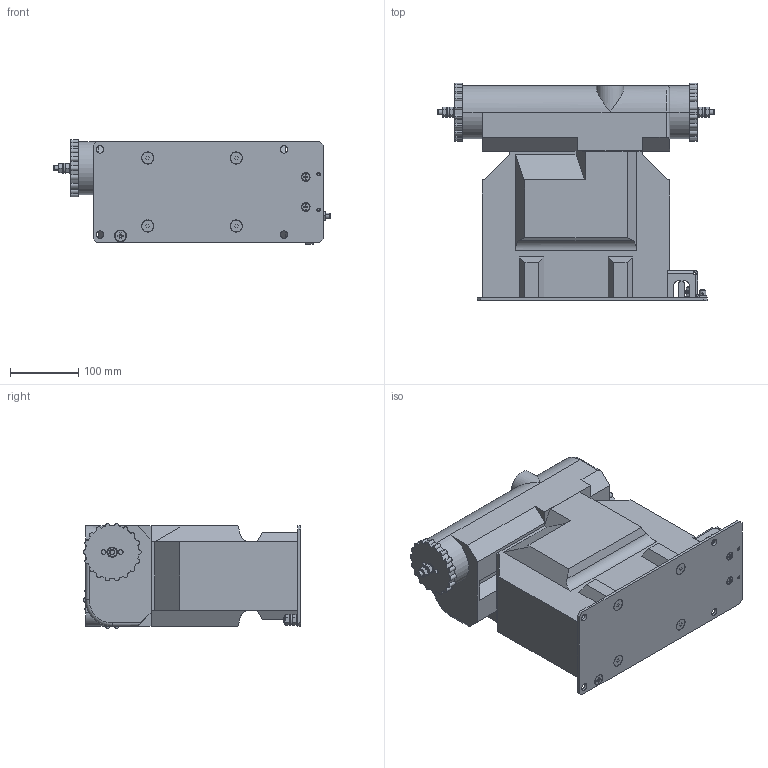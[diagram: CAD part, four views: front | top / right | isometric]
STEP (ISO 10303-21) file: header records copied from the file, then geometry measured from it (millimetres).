
FILE_DESCRIPTION (( 'STEP AP214' ), '1' );
FILE_NAME ('ﾍﾈﾎﾋ-ﾑﾒ-10-1ﾏ.STEP', '2023-07-25T04:41:42', ( '' ), ( '' ), 'SwSTEP 2.0', 'SolidWorks 2014', '' );
FILE_SCHEMA (( 'AUTOMOTIVE_DESIGN' ));
Length unit declared in the file: millimetre
Products named in the file (53): 屡扔.757564.125 项塍觐痫篑_-00; hex bolt gradec_din_ISO 4016 - M8 x 40 x 40-NN; 屡扔.757564.125 项塍觐痫篑_-01; ÂÅÈÓ.684419.013 Ìàãíèòîïðîâîä ñ îáìîòêàìè; 屡扔.725323.005 署赅; ﾘ琺矜 DIN 127 B_8; ÂÅÈÓ.723111.009 Ïðåäîõðàíèòåëüíîå óñòðîéñòâî ÎËÑ-ÑÒ; Ãàéêà øåñòèãðàííàÿ DIN 934_8; Ëåíòà ñòàëüíàÿ^ÂÅÈÓ.684419.013 Ìàãíèòîïðîâîä ñ îáìîòêàìè; Ïðîâîä ÏÝÒÂ-2 ô 1,2 áåç èçîëÿöèè^ÂÅÈÓ.723111.009 Ïðåäîõðàíèòåëüíîå óñòðîéñòâî ÎËÑ-ÑÒ; ﾘ琺矜 DIN 125 ﾀ_8.01.019; ﾂﾅﾈﾓ.745418.001 ﾇ琥韲; Îòëèâêà^ÂÅÈÓ.723111.009 Ïðåäîõðàíèòåëüíîå óñòðîéñòâî ÎËÑ-ÑÒ; countersunk flat head cross recess screw_din_ISO 7046-1 - M8 x 25 - Z --- 25N; 屡扔.301325.001 物铕郷-00; 屡扔.685154.001 蔫耜 觐眚嚓蝽; countersunk flat head cross recess screw_din_ISO 7046-1 - M6 x 20 - Z --- 20N; ÂÅÈÓ.757255.104 Ìàãíèòîïðîâîä; ÂÅÈÓ.685159.005 Êîíòàêò; Âèíò ïîòàé ñ âí. øåñò. DIN 7991_8å20; Ïîëîâèíà ìàãíèòîïðîâîäà^ÂÅÈÓ.757255.104 Ìàãíèòîïðîâîä; ÂÅÈÓ.671244.559 Ñáîðêà ñ çàëèâêîé_-01; ﾘ琺矜 DIN 125 ﾀ_6.01.019; Âèíò ñ âí. øåñò. DIN 912_10å25; ÂÅÈÓ.757444.018 Ïåðâè÷íàÿ êàòóøêà; Äîçàëèâêà^ÂÅÈÓ.671244.559 Ñáîðêà ñ çàëèâêîé; 屡扔.305364.007 青汶篪赅; ÂÅÈÓ.757444.024 Ñåêöèÿ ïåðâè÷íîé êàòóøêè; ����.753591.003 �������_���; Îòëèâêà^ÂÅÈÓ.671244.559 Ñáîðêà ñ çàëèâêîé; ÂÅÈÓ.754312.183À Òàáëè÷êà òåõíè÷åñêèõ äàííûõ ÍÈÎË-ÑÒ_-03; Îáìîòêà^ÂÅÈÓ.757444.024 Ñåêöèÿ ïåðâè÷íîé êàòóøêè; 屡扔.758181.002 妈眚 镫铎徼痤忸黜; ﾂﾅﾈﾓ.757564.129 ﾖ齏竟蓿; ÂÅÈÓ.758472.021 Ãàéêà; ÂÅÈÓ.735314.027 Êðûøêà çàùèòíàÿ_-00; ÂÅÈÓ.757447.010 Êàòóøêà âòîðè÷íàÿ_-00; Áîëò DIN 933_6å12; ÂÅÈÓ.671241.152 Àêòèâíàÿ ÷àñòü_-01; 屡扔.733411.007 务眍忄龛錩-00 ...
Assembly tree (90 placements, depth 7):
  ﾍﾈﾎﾋ-ﾑﾒ-10-1ﾏ
    ÂÅÈÓ.671244.559 Ñáîðêà ñ çàëèâêîé_-01
      ÂÅÈÓ.671241.152 Àêòèâíàÿ ÷àñòü_-01
        ÂÅÈÓ.684419.013 Ìàãíèòîïðîâîä ñ îáìîòêàìè
          ÂÅÈÓ.757444.018 Ïåðâè÷íàÿ êàòóøêà
            ÂÅÈÓ.757447.010 Êàòóøêà âòîðè÷íàÿ_-00
              ﾂﾅﾈﾓ.757564.127 ﾖ齏竟蓿
              Îáìîòêà^ÂÅÈÓ.757447.010 Êàòóøêà âòîðè÷íàÿ
            ÂÅÈÓ.757444.024 Ñåêöèÿ ïåðâè÷íîé êàòóøêè  x2
              ﾂﾅﾈﾓ.757564.129 ﾖ齏竟蓿
              Îáìîòêà^ÂÅÈÓ.757444.024 Ñåêöèÿ ïåðâè÷íîé êàòóøêè
          ÂÅÈÓ.757255.104 Ìàãíèòîïðîâîä
            Ïîëîâèíà ìàãíèòîïðîâîäà^ÂÅÈÓ.757255.104 Ìàãíèòîïðîâîä  x2
          屡扔.301325.001 物铕郷-00
          ﾂﾅﾈﾓ.745418.001 ﾇ琥韲  x2
          Ëåíòà ñòàëüíàÿ^ÂÅÈÓ.684419.013 Ìàãíèòîïðîâîä ñ îáìîòêàìè  x2
        屡扔.757564.125 项塍觐痫篑_-01
        屡扔.757564.125 项塍觐痫篑_-00
        ÂÅÈÓ.757564.126 Âèíò êîðïóñà
        ÂÅÈÓ.713141.006 Âòóëêà îïîðíàÿ_-00  x4
        屡扔.758472.007 绵殛郷-01  x2
        令腧 󊬱6.88.016 DIN933  x4
      ÂÅÈÓ.758472.021 Ãàéêà  x2
      Îòëèâêà^ÂÅÈÓ.671244.559 Ñáîðêà ñ çàëèâêîé
      Äîçàëèâêà^ÂÅÈÓ.671244.559 Ñáîðêà ñ çàëèâêîé
    ÂÅÈÓ.723111.009 Ïðåäîõðàíèòåëüíîå óñòðîéñòâî ÎËÑ-ÑÒ
      ÂÅÈÓ.685159.005 Êîíòàêò  x2
      屡扔.685154.001 蔫耜 觐眚嚓蝽  x2
      Îòëèâêà^ÂÅÈÓ.723111.009 Ïðåäîõðàíèòåëüíîå óñòðîéñòâî ÎËÑ-ÑÒ
      Ïðîâîä ÏÝÒÂ-2 ô 1,2 áåç èçîëÿöèè^ÂÅÈÓ.723111.009 Ïðåäîõðàíèòåëüíîå óñòðîéñòâî ÎËÑ-ÑÒ
    ÂÅÈÓ.725222.002 Êðûøêà òîðöåâàÿ  x2
      屡扔.725323.005 署赅
      hex bolt gradec_din_ISO 4016 - M8 x 40 x 40-NN
      plain washer small grade a_din_Washer DIN 433 - 8.4
      hex nut style 1 gradeab_din_Hexagon Nut ISO 4032 - M8 - D - N
      curved spring lock washer_din_Spring washer DIN 128 - A8
    屡扔.733411.007 务眍忄龛錩-00
    ÂÅÈÓ.735314.027 Êðûøêà çàùèòíàÿ_-00
    屡扔.758181.002 妈眚 镫铎徼痤忸黜  x2
    ÂÅÈÓ.754312.183À Òàáëè÷êà òåõíè÷åñêèõ äàííûõ ÍÈÎË-ÑÒ_-03
    ����.753591.003 �������_���
    屡扔.305364.007 青汶篪赅  x2
    Âèíò ñ âí. øåñò. DIN 912_10å25  x2
    Âèíò ïîòàé ñ âí. øåñò. DIN 7991_8å20  x4
    countersunk flat head cross recess screw_din_ISO 7046-1 - M6 x 20 - Z --- 20N  x2
    countersunk flat head cross recess screw_din_ISO 7046-1 - M8 x 25 - Z --- 25N
    ﾘ琺矜 DIN 125 ﾀ_8.01.019  x2
    Ãàéêà øåñòèãðàííàÿ DIN 934_8  x2
    ﾘ琺矜 DIN 127 B_8
    ﾘ琺矜 DIN 125 ﾀ_6.01.019  x6
    Ãàéêà øåñòèãðàííàÿ DIN 934_6  x4
    ﾘ琺矜 DIN 127 B_6  x4
    Áîëò DIN 933_6å12  x2
Bounding box: 406 x 319.31 x 153.81 mm (x, y, z)
Volume: 9422026.5 mm3; surface area: 1939180 mm2
Topology: 102 solids, 104 shells, 6293 faces, 16090 edges, 10268 vertices
Faces by surface type: plane 3235, cylinder 1190, bspline 1109, cone 612, torus 147
Entity records: 264271 total; most frequent: CARTESIAN_POINT 107515, ORIENTED_EDGE 28176, DIRECTION 22992, EDGE_CURVE 14088, VERTEX_POINT 9074, LINE 8884, VECTOR 8884, AXIS2_PLACEMENT_3D 7054
